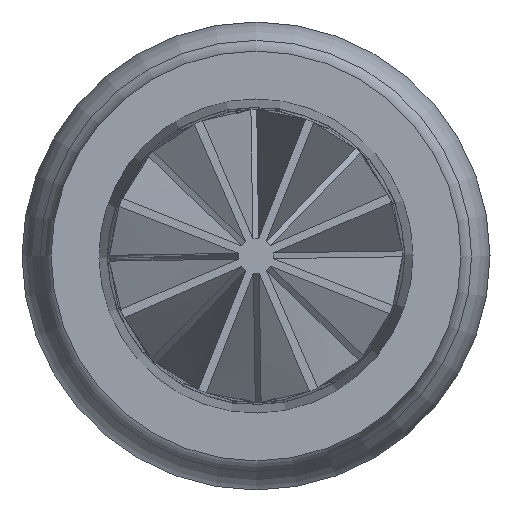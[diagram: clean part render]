
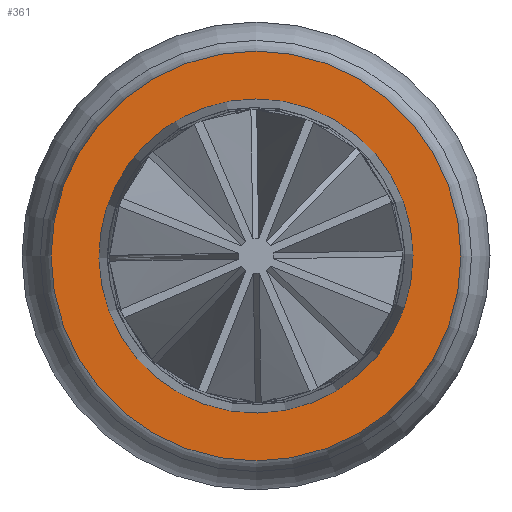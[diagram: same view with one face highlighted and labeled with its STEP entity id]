
A CAD part, left-side view. The second image highlights one B-rep face of the part: STEP entity #361.
In plain terms, the highlighted planar face has unit normal (-1, 0, 0).
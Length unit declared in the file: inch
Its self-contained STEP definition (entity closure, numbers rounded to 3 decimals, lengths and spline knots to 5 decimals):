
#23 = CARTESIAN_POINT ( 'NONE',  ( 0., 0., -0.0176 ) ) ;
#37 = ORIENTED_EDGE ( 'NONE', *, *, #161, .F. ) ;
#52 = DIRECTION ( 'NONE',  ( 0., 0., -1. ) ) ;
#62 = CIRCLE ( 'NONE', #701, 0.0176 ) ;
#151 = PLANE ( 'NONE',  #1849 ) ;
#161 = EDGE_CURVE ( 'NONE', #765, #765, #62, .T. ) ;
#205 = DIRECTION ( 'NONE',  ( 1., 0., 0. ) ) ;
#257 = DIRECTION ( 'NONE',  ( 0., 0., 1. ) ) ;
#313 = VERTEX_POINT ( 'NONE', #1637 ) ;
#361 = ADVANCED_FACE ( 'NONE', ( #403, #1753 ), #151, .T. ) ;
#403 = FACE_BOUND ( 'NONE', #511, .T. ) ;
#441 = ORIENTED_EDGE ( 'NONE', *, *, #1854, .F. ) ;
#511 = EDGE_LOOP ( 'NONE', ( #441 ) ) ;
#569 = CARTESIAN_POINT ( 'NONE',  ( 0., 0., 0. ) ) ;
#701 = AXIS2_PLACEMENT_3D ( 'NONE', #1246, #205, #52 ) ;
#765 = VERTEX_POINT ( 'NONE', #23 ) ;
#852 = CIRCLE ( 'NONE', #1741, 0.01349 ) ;
#1148 = DIRECTION ( 'NONE',  ( -1., 0., 0. ) ) ;
#1246 = CARTESIAN_POINT ( 'NONE',  ( 0., 0., 0. ) ) ;
#1281 = EDGE_LOOP ( 'NONE', ( #37 ) ) ;
#1550 = DIRECTION ( 'NONE',  ( 0., 0., 1. ) ) ;
#1581 = CARTESIAN_POINT ( 'NONE',  ( 0., 0.0165, 0. ) ) ;
#1637 = CARTESIAN_POINT ( 'NONE',  ( 0., 0., 0.01349 ) ) ;
#1698 = DIRECTION ( 'NONE',  ( -1., 0., 0. ) ) ;
#1741 = AXIS2_PLACEMENT_3D ( 'NONE', #569, #1698, #1550 ) ;
#1753 = FACE_OUTER_BOUND ( 'NONE', #1281, .T. ) ;
#1849 = AXIS2_PLACEMENT_3D ( 'NONE', #1581, #1148, #257 ) ;
#1854 = EDGE_CURVE ( 'NONE', #313, #313, #852, .T. ) ;
